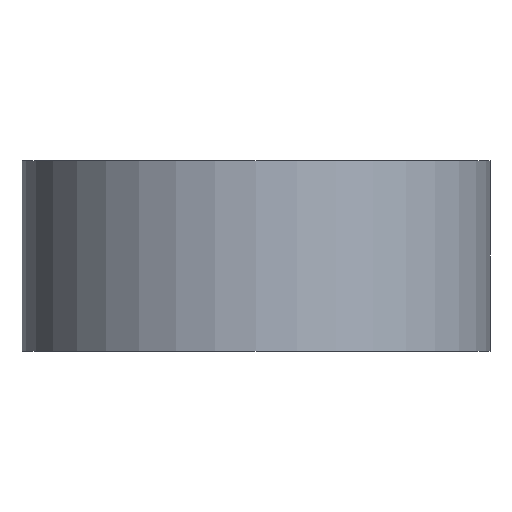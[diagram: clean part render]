
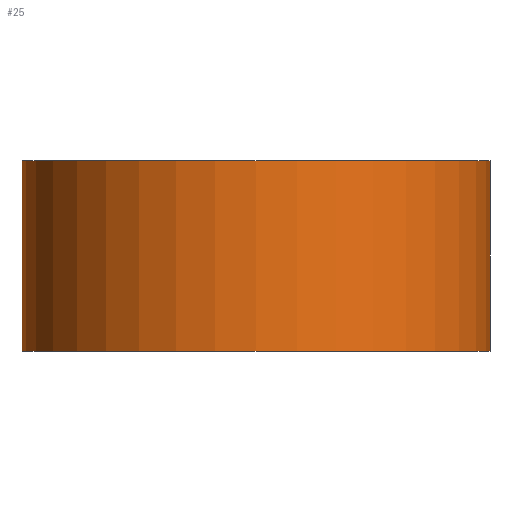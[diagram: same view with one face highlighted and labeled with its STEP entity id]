
A CAD part, front view. The second image highlights one B-rep face of the part: STEP entity #25.
In plain terms, the highlighted cylindrical face has radius 61.5 mm (diameter 123 mm), a partial arc.
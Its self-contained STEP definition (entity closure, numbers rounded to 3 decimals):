
#19=CYLINDRICAL_SURFACE('',#154,61.5);
#25=ADVANCED_FACE('',(#31),#19,.T.);
#31=FACE_OUTER_BOUND('',#41,.F.);
#41=EDGE_LOOP('',(#53,#54,#55,#56));
#53=ORIENTED_EDGE('',*,*,#89,.T.);
#54=ORIENTED_EDGE('',*,*,#95,.F.);
#55=ORIENTED_EDGE('',*,*,#93,.T.);
#56=ORIENTED_EDGE('',*,*,#96,.T.);
#79=LINE('',#218,#83);
#80=LINE('',#219,#84);
#83=VECTOR('',#180,50.);
#84=VECTOR('',#181,50.);
#89=EDGE_CURVE('',#112,#111,#101,.T.);
#93=EDGE_CURVE('',#108,#107,#105,.T.);
#95=EDGE_CURVE('',#108,#111,#79,.T.);
#96=EDGE_CURVE('',#107,#112,#80,.T.);
#101=CIRCLE('',#146,61.5);
#105=CIRCLE('',#150,61.5);
#107=VERTEX_POINT('',#202);
#108=VERTEX_POINT('',#203);
#111=VERTEX_POINT('',#206);
#112=VERTEX_POINT('',#207);
#146=AXIS2_PLACEMENT_3D('',#212,#168,#169);
#150=AXIS2_PLACEMENT_3D('',#216,#176,#177);
#154=AXIS2_PLACEMENT_3D('',#224,#188,#189);
#168=DIRECTION('',(0.,0.,1.));
#169=DIRECTION('',(-1.,0.,0.));
#176=DIRECTION('',(0.,0.,-1.));
#177=DIRECTION('',(1.,0.,0.));
#180=DIRECTION('',(0.,0.,1.));
#181=DIRECTION('',(0.,0.,1.));
#188=DIRECTION('',(0.,0.,1.));
#189=DIRECTION('',(-1.,0.,0.));
#202=CARTESIAN_POINT('',(-118.787,65.353,0.));
#203=CARTESIAN_POINT('',(4.213,65.353,0.));
#206=CARTESIAN_POINT('',(4.213,65.353,50.));
#207=CARTESIAN_POINT('',(-118.787,65.353,50.));
#212=CARTESIAN_POINT('',(-57.287,65.353,50.));
#216=CARTESIAN_POINT('',(-57.287,65.353,0.));
#218=CARTESIAN_POINT('',(4.213,65.353,0.));
#219=CARTESIAN_POINT('',(-118.787,65.353,0.));
#224=CARTESIAN_POINT('',(-57.287,65.353,0.));
